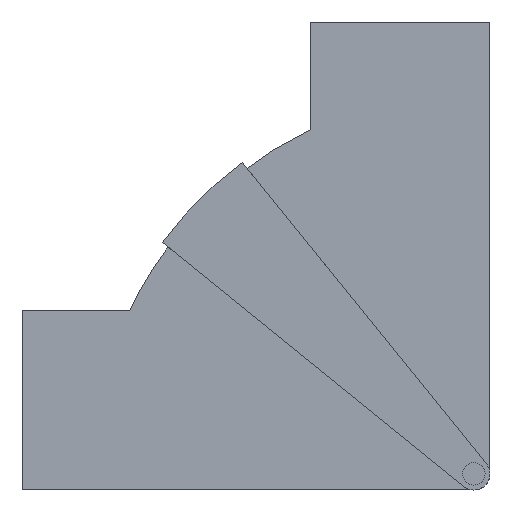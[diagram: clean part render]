
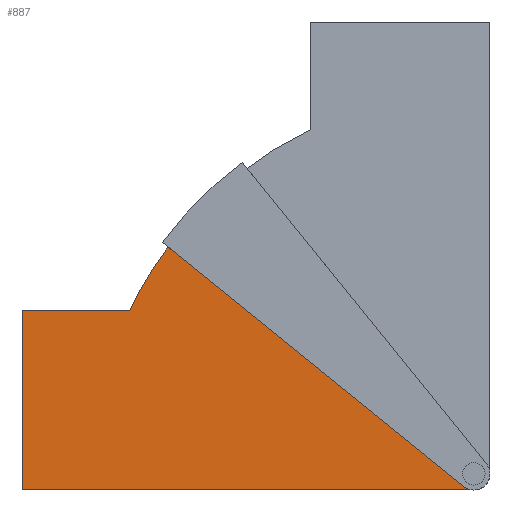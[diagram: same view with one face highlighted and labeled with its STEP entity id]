
A CAD part, front view. The second image highlights one B-rep face of the part: STEP entity #887.
In plain terms, the highlighted planar face has unit normal (0, -1, 0).
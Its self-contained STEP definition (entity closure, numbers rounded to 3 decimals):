
#40 = EDGE_CURVE ( 'NONE', #416, #125, #623, .T. ) ;
#125 = VERTEX_POINT ( 'NONE', #1965 ) ;
#126 = EDGE_CURVE ( 'NONE', #941, #416, #1370, .T. ) ;
#135 = CARTESIAN_POINT ( 'NONE',  ( -140., -67.5, -5. ) ) ;
#194 = CARTESIAN_POINT ( 'NONE',  ( -140., -67.5, 50.5 ) ) ;
#241 = DIRECTION ( 'NONE',  ( 0., 0., 1. ) ) ;
#285 = CARTESIAN_POINT ( 'NONE',  ( 0., -67.5, 0. ) ) ;
#291 = ORIENTED_EDGE ( 'NONE', *, *, #844, .F. ) ;
#304 = DIRECTION ( 'NONE',  ( -1., 0., 0. ) ) ;
#307 = CARTESIAN_POINT ( 'NONE',  ( -140., -67.5, -5. ) ) ;
#393 = VERTEX_POINT ( 'NONE', #761 ) ;
#400 = VECTOR ( 'NONE', #1265, 1000. ) ;
#416 = VERTEX_POINT ( 'NONE', #1925 ) ;
#423 = LINE ( 'NONE', #307, #400 ) ;
#484 = ORIENTED_EDGE ( 'NONE', *, *, #560, .F. ) ;
#556 = CARTESIAN_POINT ( 'NONE',  ( -94.767, -67.5, 70.307 ) ) ;
#560 = EDGE_CURVE ( 'NONE', #125, #1725, #1187, .T. ) ;
#623 = CIRCLE ( 'NONE', #2075, 5. ) ;
#673 = ORIENTED_EDGE ( 'NONE', *, *, #884, .F. ) ;
#682 = VERTEX_POINT ( 'NONE', #194 ) ;
#761 = CARTESIAN_POINT ( 'NONE',  ( -106.648, -67.5, 50.5 ) ) ;
#765 = CIRCLE ( 'NONE', #1510, 118. ) ;
#793 = VECTOR ( 'NONE', #1616, 1000. ) ;
#820 = EDGE_CURVE ( 'NONE', #1725, #682, #423, .T. ) ;
#844 = EDGE_CURVE ( 'NONE', #393, #941, #765, .T. ) ;
#860 = PLANE ( 'NONE',  #1416 ) ;
#870 = VECTOR ( 'NONE', #1753, 1000. ) ;
#884 = EDGE_CURVE ( 'NONE', #682, #393, #1891, .T. ) ;
#887 = ADVANCED_FACE ( 'NONE', ( #1117 ), #860, .F. ) ;
#941 = VERTEX_POINT ( 'NONE', #556 ) ;
#951 = ORIENTED_EDGE ( 'NONE', *, *, #40, .F. ) ;
#974 = ORIENTED_EDGE ( 'NONE', *, *, #820, .F. ) ;
#990 = EDGE_LOOP ( 'NONE', ( #951, #1557, #291, #673, #974, #484 ) ) ;
#1117 = FACE_OUTER_BOUND ( 'NONE', #990, .T. ) ;
#1187 = LINE ( 'NONE', #1869, #1523 ) ;
#1265 = DIRECTION ( 'NONE',  ( 0., 0., 1. ) ) ;
#1364 = DIRECTION ( 'NONE',  ( 0., 0., 1. ) ) ;
#1370 = LINE ( 'NONE', #2103, #870 ) ;
#1416 = AXIS2_PLACEMENT_3D ( 'NONE', #1967, #1936, #1887 ) ;
#1437 = DIRECTION ( 'NONE',  ( 0., -1., 0. ) ) ;
#1510 = AXIS2_PLACEMENT_3D ( 'NONE', #1514, #1987, #241 ) ;
#1514 = CARTESIAN_POINT ( 'NONE',  ( 0., -67.5, 0. ) ) ;
#1523 = VECTOR ( 'NONE', #304, 1000. ) ;
#1557 = ORIENTED_EDGE ( 'NONE', *, *, #126, .F. ) ;
#1616 = DIRECTION ( 'NONE',  ( 1., 0., 0. ) ) ;
#1725 = VERTEX_POINT ( 'NONE', #135 ) ;
#1753 = DIRECTION ( 'NONE',  ( 0.777, 0., -0.629 ) ) ;
#1869 = CARTESIAN_POINT ( 'NONE',  ( -140., -67.5, -5. ) ) ;
#1887 = DIRECTION ( 'NONE',  ( 0., 0., 1. ) ) ;
#1891 = LINE ( 'NONE', #2003, #793 ) ;
#1925 = CARTESIAN_POINT ( 'NONE',  ( -3.147, -67.5, -3.886 ) ) ;
#1936 = DIRECTION ( 'NONE',  ( 0., 1., 0. ) ) ;
#1965 = CARTESIAN_POINT ( 'NONE',  ( 0., -67.5, -5. ) ) ;
#1967 = CARTESIAN_POINT ( 'NONE',  ( 0., -67.5, 0. ) ) ;
#1987 = DIRECTION ( 'NONE',  ( 0., 1., 0. ) ) ;
#2003 = CARTESIAN_POINT ( 'NONE',  ( -140., -67.5, 50.5 ) ) ;
#2075 = AXIS2_PLACEMENT_3D ( 'NONE', #285, #1437, #1364 ) ;
#2103 = CARTESIAN_POINT ( 'NONE',  ( -3.147, -67.5, -3.886 ) ) ;
